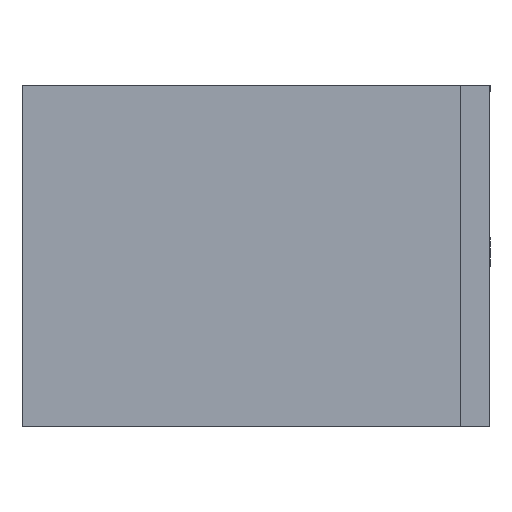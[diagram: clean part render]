
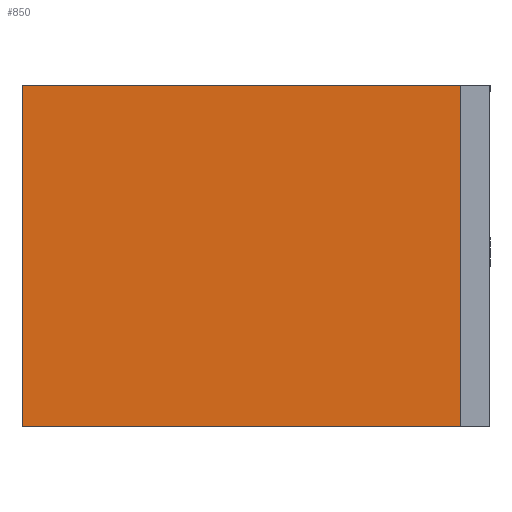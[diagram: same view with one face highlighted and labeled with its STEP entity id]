
A CAD part, left-side view. The second image highlights one B-rep face of the part: STEP entity #850.
In plain terms, the highlighted planar face has unit normal (-1, 0, 0).
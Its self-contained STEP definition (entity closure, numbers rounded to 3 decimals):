
#86=PLANE('',#937);
#122=FACE_OUTER_BOUND('',#171,.T.);
#171=EDGE_LOOP('',(#751,#752,#753,#754));
#229=LINE('',#1314,#315);
#244=LINE('',#1347,#330);
#251=LINE('',#1361,#337);
#264=LINE('',#1390,#350);
#315=VECTOR('',#1070,10.);
#330=VECTOR('',#1097,10.);
#337=VECTOR('',#1112,10.);
#350=VECTOR('',#1149,10.);
#436=VERTEX_POINT('',#1311);
#437=VERTEX_POINT('',#1313);
#448=VERTEX_POINT('',#1344);
#449=VERTEX_POINT('',#1346);
#527=EDGE_CURVE('',#437,#436,#229,.T.);
#544=EDGE_CURVE('',#449,#448,#244,.T.);
#552=EDGE_CURVE('',#448,#437,#251,.T.);
#566=EDGE_CURVE('',#436,#449,#264,.T.);
#751=ORIENTED_EDGE('',*,*,#552,.T.);
#752=ORIENTED_EDGE('',*,*,#527,.T.);
#753=ORIENTED_EDGE('',*,*,#566,.T.);
#754=ORIENTED_EDGE('',*,*,#544,.T.);
#850=ADVANCED_FACE('',(#122),#86,.T.);
#937=AXIS2_PLACEMENT_3D('',#1389,#1147,#1148);
#1070=DIRECTION('',(0.,1.,0.));
#1097=DIRECTION('',(0.,-1.,0.));
#1112=DIRECTION('',(0.,0.,1.));
#1147=DIRECTION('center_axis',(-1.,0.,0.));
#1148=DIRECTION('ref_axis',(0.,0.,1.));
#1149=DIRECTION('',(0.,0.,-1.));
#1311=CARTESIAN_POINT('',(-708.485,-15.953,113.584));
#1313=CARTESIAN_POINT('',(-708.485,-45.453,113.584));
#1314=CARTESIAN_POINT('',(-708.485,-49.453,113.584));
#1344=CARTESIAN_POINT('',(-708.485,-45.453,90.584));
#1346=CARTESIAN_POINT('',(-708.485,-15.953,90.584));
#1347=CARTESIAN_POINT('',(-708.485,-15.953,90.584));
#1361=CARTESIAN_POINT('',(-708.485,-45.453,102.084));
#1389=CARTESIAN_POINT('Origin',(-708.485,-32.703,102.084));
#1390=CARTESIAN_POINT('',(-708.485,-15.953,113.584));
